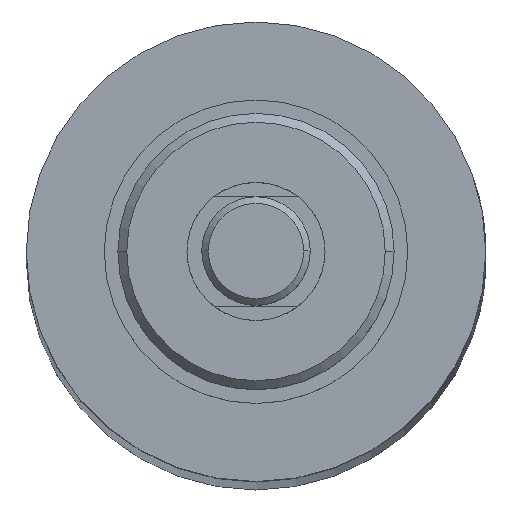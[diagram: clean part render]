
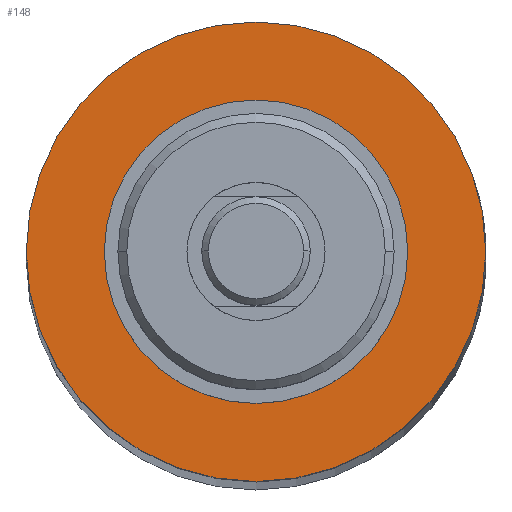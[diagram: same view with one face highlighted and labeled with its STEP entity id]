
A CAD part, top view. The second image highlights one B-rep face of the part: STEP entity #148.
In plain terms, the highlighted planar face has unit normal (0, 0, 1).
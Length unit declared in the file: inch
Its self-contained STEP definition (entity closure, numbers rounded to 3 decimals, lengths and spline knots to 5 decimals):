
#65 = DIRECTION ( 'NONE',  ( 0., 0., 1. ) ) ;
#148 = ADVANCED_FACE ( 'NONE', ( #1683, #751 ), #484, .T. ) ;
#170 = EDGE_CURVE ( 'NONE', #1016, #2723, #492, .T. ) ;
#206 = VERTEX_POINT ( 'NONE', #1177 ) ;
#345 = CARTESIAN_POINT ( 'NONE',  ( -0.68675, 0., 0.92 ) ) ;
#367 = ORIENTED_EDGE ( 'NONE', *, *, #2591, .F. ) ;
#372 = AXIS2_PLACEMENT_3D ( 'NONE', #594, #2177, #814 ) ;
#401 = EDGE_CURVE ( 'NONE', #2505, #206, #2313, .T. ) ;
#484 = PLANE ( 'NONE',  #1960 ) ;
#492 = CIRCLE ( 'NONE', #2113, 1.04 ) ;
#594 = CARTESIAN_POINT ( 'NONE',  ( 0., 0., 0.92 ) ) ;
#620 = DIRECTION ( 'NONE',  ( 0., 0., 1. ) ) ;
#663 = AXIS2_PLACEMENT_3D ( 'NONE', #2192, #827, #2399 ) ;
#742 = EDGE_LOOP ( 'NONE', ( #1535, #2225 ) ) ;
#751 = FACE_BOUND ( 'NONE', #2356, .T. ) ;
#779 = CIRCLE ( 'NONE', #372, 0.68675 ) ;
#814 = DIRECTION ( 'NONE',  ( 1., 0., 0. ) ) ;
#827 = DIRECTION ( 'NONE',  ( 0., 0., 1. ) ) ;
#1016 = VERTEX_POINT ( 'NONE', #2408 ) ;
#1165 = DIRECTION ( 'NONE',  ( 1., 0., 0. ) ) ;
#1177 = CARTESIAN_POINT ( 'NONE',  ( 0.68675, 0., 0.92 ) ) ;
#1338 = CIRCLE ( 'NONE', #663, 1.04 ) ;
#1402 = CARTESIAN_POINT ( 'NONE',  ( 0., 0., 0.92 ) ) ;
#1535 = ORIENTED_EDGE ( 'NONE', *, *, #170, .T. ) ;
#1633 = DIRECTION ( 'NONE',  ( 1., 0., 0. ) ) ;
#1683 = FACE_OUTER_BOUND ( 'NONE', #742, .T. ) ;
#1739 = ORIENTED_EDGE ( 'NONE', *, *, #401, .F. ) ;
#1764 = AXIS2_PLACEMENT_3D ( 'NONE', #1974, #620, #2208 ) ;
#1823 = CARTESIAN_POINT ( 'NONE',  ( 0., 0., 0.92 ) ) ;
#1960 = AXIS2_PLACEMENT_3D ( 'NONE', #1823, #2498, #1165 ) ;
#1974 = CARTESIAN_POINT ( 'NONE',  ( 0., 0., 0.92 ) ) ;
#2113 = AXIS2_PLACEMENT_3D ( 'NONE', #1402, #65, #1633 ) ;
#2177 = DIRECTION ( 'NONE',  ( 0., 0., 1. ) ) ;
#2192 = CARTESIAN_POINT ( 'NONE',  ( 0., 0., 0.92 ) ) ;
#2208 = DIRECTION ( 'NONE',  ( 1., 0., 0. ) ) ;
#2225 = ORIENTED_EDGE ( 'NONE', *, *, #2625, .T. ) ;
#2313 = CIRCLE ( 'NONE', #1764, 0.68675 ) ;
#2356 = EDGE_LOOP ( 'NONE', ( #1739, #367 ) ) ;
#2399 = DIRECTION ( 'NONE',  ( 1., 0., 0. ) ) ;
#2408 = CARTESIAN_POINT ( 'NONE',  ( -1.04, 0., 0.92 ) ) ;
#2498 = DIRECTION ( 'NONE',  ( 0., 0., 1. ) ) ;
#2505 = VERTEX_POINT ( 'NONE', #345 ) ;
#2591 = EDGE_CURVE ( 'NONE', #206, #2505, #779, .T. ) ;
#2625 = EDGE_CURVE ( 'NONE', #2723, #1016, #1338, .T. ) ;
#2664 = CARTESIAN_POINT ( 'NONE',  ( 1.04, 0., 0.92 ) ) ;
#2723 = VERTEX_POINT ( 'NONE', #2664 ) ;
